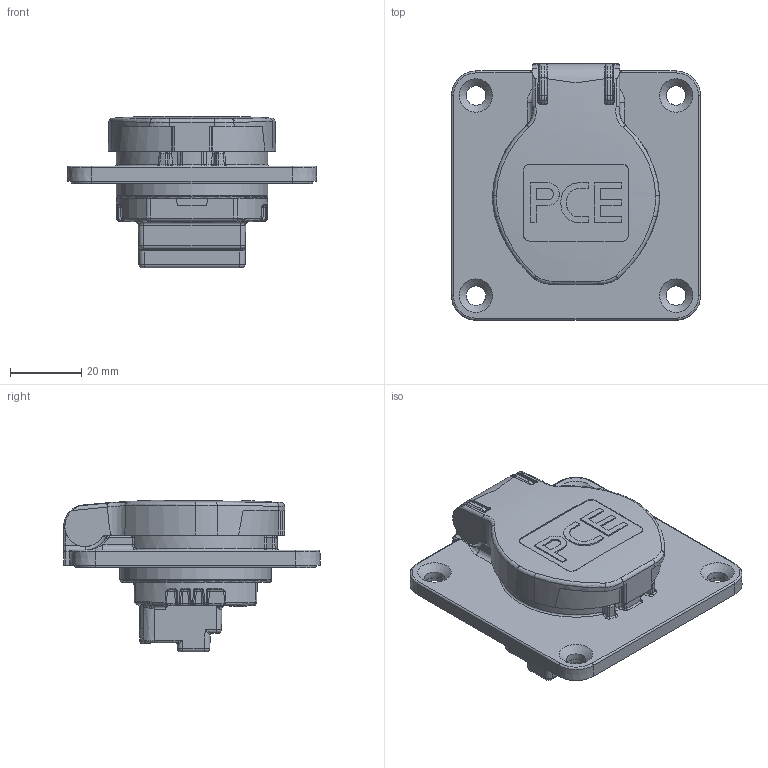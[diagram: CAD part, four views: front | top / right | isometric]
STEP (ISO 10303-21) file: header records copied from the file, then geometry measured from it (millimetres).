
FILE_DESCRIPTION (( 'STEP AP203' ), '1' );
FILE_NAME ('S-NOVA 104-7b, 104-7bs 70x70 fb rw+seitl.STEP', '2017-11-23T10:45:08', ( '' ), ( '' ), 'SwSTEP 2.0', 'SolidWorks 2016', '' );
FILE_SCHEMA (( 'CONFIG_CONTROL_DESIGN' ));
Length unit declared in the file: millimetre
Products named in the file (1): S-NOVA 104-7b, 104-7bs 70x70 fb rw+seitl
Bounding box: 70 x 72 x 42.6 mm (x, y, z)
Volume: 69162.8 mm3; surface area: 18806.8 mm2
Topology: 1 solids, 1 shells, 1102 faces, 2779 edges, 1649 vertices
Faces by surface type: bspline 324, plane 309, cylinder 286, torus 94, cone 57, sphere 32
Full cylindrical faces by diameter (mm): 6 x4, 6.291 x4, 42.668 x1
Entity records: 41246 total; most frequent: CARTESIAN_POINT 18224, ORIENTED_EDGE 5352, DIRECTION 4058, EDGE_CURVE 2676, VERTEX_POINT 1632, AXIS2_PLACEMENT_3D 1557, EDGE_LOOP 1174, FACE_OUTER_BOUND 1113
